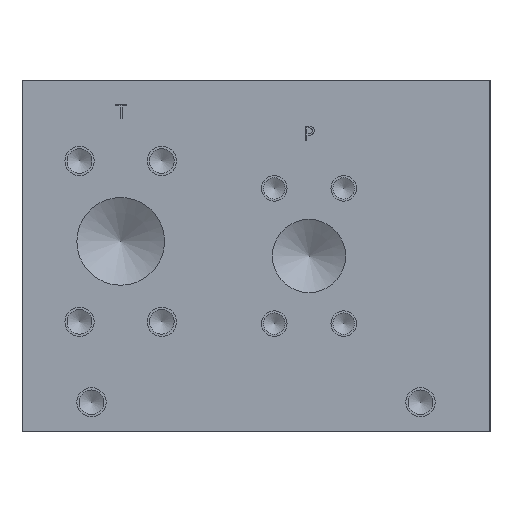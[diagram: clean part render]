
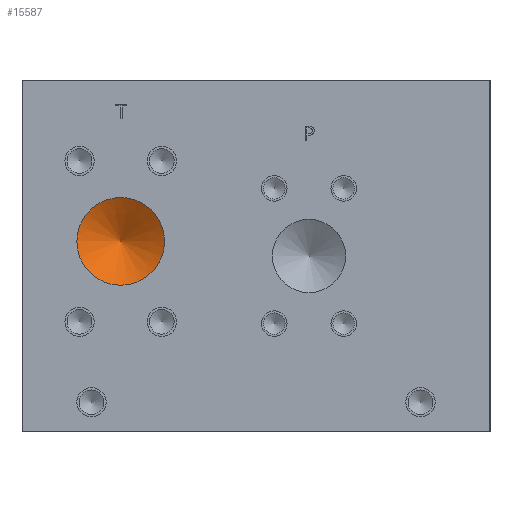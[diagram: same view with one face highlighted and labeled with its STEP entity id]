
A CAD part, left-side view. The second image highlights one B-rep face of the part: STEP entity #15587.
In plain terms, the highlighted conical face has half-angle 60 degrees and reference radius 9.525 mm.
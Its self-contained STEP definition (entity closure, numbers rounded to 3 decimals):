
#72=CONICAL_SURFACE('',#16612,9.525,1.047);
#601=CIRCLE('',#16613,19.05);
#602=CIRCLE('',#16614,19.05);
#2149=FACE_OUTER_BOUND('',#3105,.T.);
#3105=EDGE_LOOP('',(#13472,#13473,#13474,#13475));
#4491=LINE('',#26681,#5822);
#5822=VECTOR('',#19961,9.525);
#7258=VERTEX_POINT('',#26677);
#7259=VERTEX_POINT('',#26678);
#7260=VERTEX_POINT('',#26680);
#9383=EDGE_CURVE('',#7258,#7259,#601,.T.);
#9384=EDGE_CURVE('',#7259,#7260,#4491,.T.);
#9385=EDGE_CURVE('',#7259,#7258,#602,.T.);
#13472=ORIENTED_EDGE('',*,*,#9383,.T.);
#13473=ORIENTED_EDGE('',*,*,#9384,.T.);
#13474=ORIENTED_EDGE('',*,*,#9384,.F.);
#13475=ORIENTED_EDGE('',*,*,#9385,.T.);
#15587=ADVANCED_FACE('',(#2149),#72,.F.);
#16612=AXIS2_PLACEMENT_3D('',#26676,#19957,#19958);
#16613=AXIS2_PLACEMENT_3D('',#26679,#19959,#19960);
#16614=AXIS2_PLACEMENT_3D('',#26682,#19962,#19963);
#19957=DIRECTION('center_axis',(-1.,0.,0.));
#19958=DIRECTION('ref_axis',(0.,1.,0.));
#19959=DIRECTION('center_axis',(-1.,0.,0.));
#19960=DIRECTION('ref_axis',(0.,1.,0.));
#19961=DIRECTION('',(0.5,0.866,0.));
#19962=DIRECTION('center_axis',(-1.,0.,0.));
#19963=DIRECTION('ref_axis',(0.,1.,0.));
#26676=CARTESIAN_POINT('Origin',(16.498,160.35,82.55));
#26677=CARTESIAN_POINT('',(10.999,179.4,82.55));
#26678=CARTESIAN_POINT('',(10.999,141.3,82.55));
#26679=CARTESIAN_POINT('Origin',(10.999,160.35,82.55));
#26680=CARTESIAN_POINT('',(21.997,160.35,82.55));
#26681=CARTESIAN_POINT('',(16.498,150.825,82.55));
#26682=CARTESIAN_POINT('Origin',(10.999,160.35,82.55));
